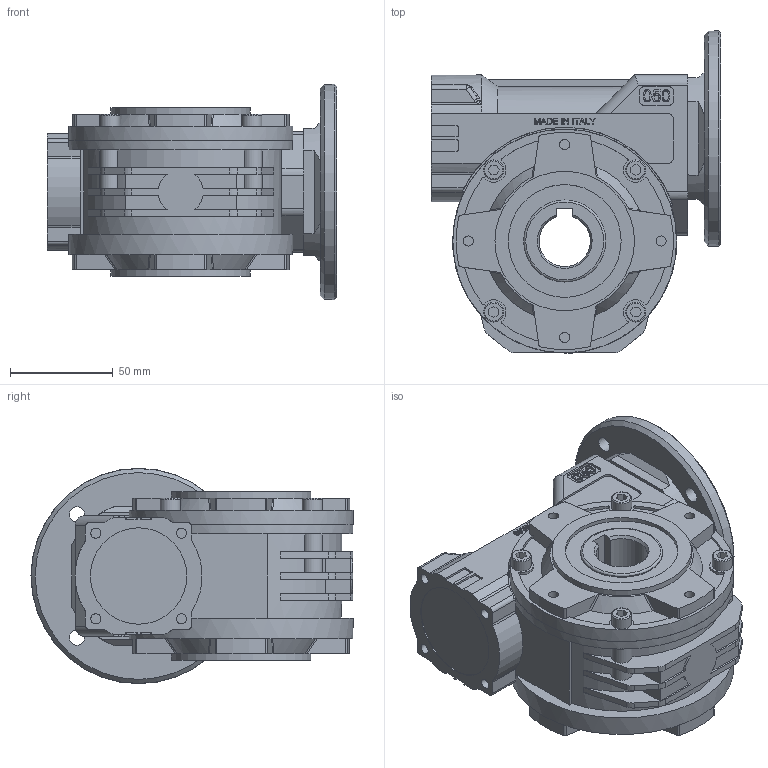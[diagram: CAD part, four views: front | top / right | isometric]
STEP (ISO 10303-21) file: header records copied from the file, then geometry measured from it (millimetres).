
FILE_DESCRIPTION(/* description */ ('Unknown'),/* implementation_level */ '2;1');
FILE_NAME(/* name */ '_P_050_FB_xxx_C_0_-Q_B3_-C_',/* time_stamp */ '2025-09-09T13:24:21+02:00',/* author */ ('Unknown'),/* organization */ ('Unknown'),/* preprocessor_version */ 'ST-DEVELOPER v18.104',/* originating_system */ 'Solid Edge',/* authorisation */ 'Unknown');
FILE_SCHEMA (('AUTOMOTIVE_DESIGN {1 0 10303 214 3 1 1}'));
Length unit declared in the file: millimetre
Products named in the file (4): _P_050_FB_xxx_C_0_-Q_B3_-C_; _050_; 0505092P; 0504045
Assembly tree (3 placements, depth 2):
  _P_050_FB_xxx_C_0_-Q_B3_-C_
    _050_
    0505092P
    0504045
Bounding box: 141 x 157.03 x 104.97 mm (x, y, z)
Volume: 907275.3 mm3; surface area: 112051.8 mm2
Topology: 3 solids, 3 shells, 715 faces, 1850 edges, 1220 vertices
Faces by surface type: plane 438, cylinder 170, bspline 66, cone 29, torus 10, sphere 2
Full cylindrical faces by diameter (mm): 4.917 x16, 7.5 x4, 9.8 x4, 19.5 x1, 25 x1, 30 x1, 40 x3, 47 x3, 55 x2, 68 x2, 70 x1, 109.1 x1
Entity records: 29336 total; most frequent: CARTESIAN_POINT 7195, ORIENTED_EDGE 3540, DIRECTION 3412, EDGE_CURVE 1770, VERTEX_POINT 1204, AXIS2_PLACEMENT_3D 1145, LINE 1122, VECTOR 1122
